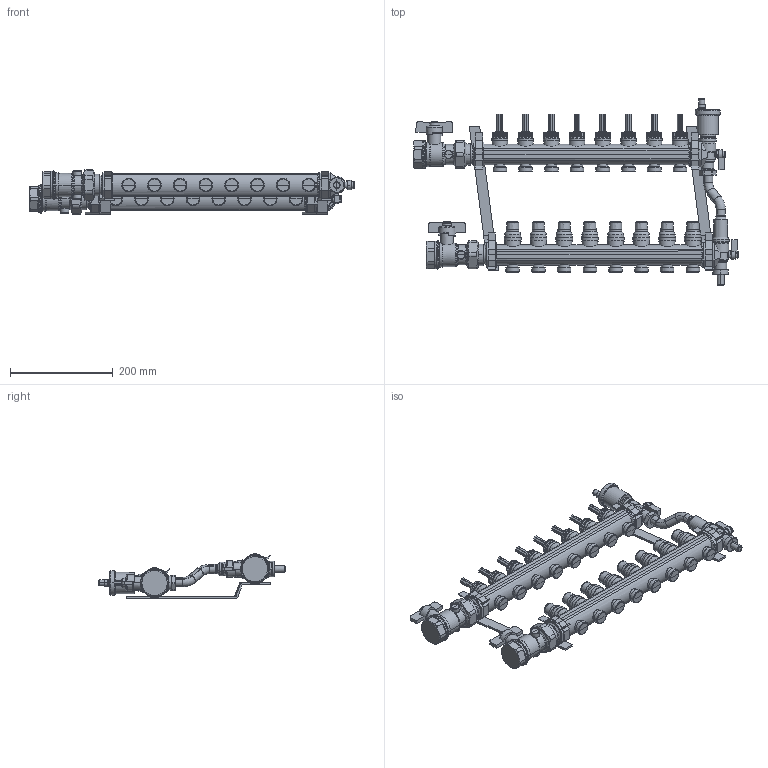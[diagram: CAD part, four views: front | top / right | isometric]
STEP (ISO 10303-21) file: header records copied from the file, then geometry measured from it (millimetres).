
FILE_DESCRIPTION(('CATIA V5 STEP Exchange'),'2;1');
FILE_NAME('STEP_6687H5S1_-_TST.stp','2019-09-19T06:30:54+00:00',('none'),('none'),'CATIA Version 5-6 Release 2016 SP4','CATIA V5 STEP AP203','none');
FILE_SCHEMA(('CONFIG_CONTROL_DESIGN'));
Products named in the file (1): 6687H5S1
Bounding box: 629.97 x 362.4 x 87.03 mm (x, y, z)
Volume: 2576327.9 mm3; surface area: 365189 mm2
Topology: 1 solids, 3 shells, 1846 faces, 5930 edges, 4139 vertices
Faces by surface type: cylinder 892, plane 579, cone 220, torus 139, bspline 16
Entity records: 74410 total; most frequent: CARTESIAN_POINT 26274, ORIENTED_EDGE 11860, DIRECTION 7336, EDGE_CURVE 5930, VERTEX_POINT 4139, AXIS2_PLACEMENT_3D 3322, VECTOR 2204, LINE 2204
